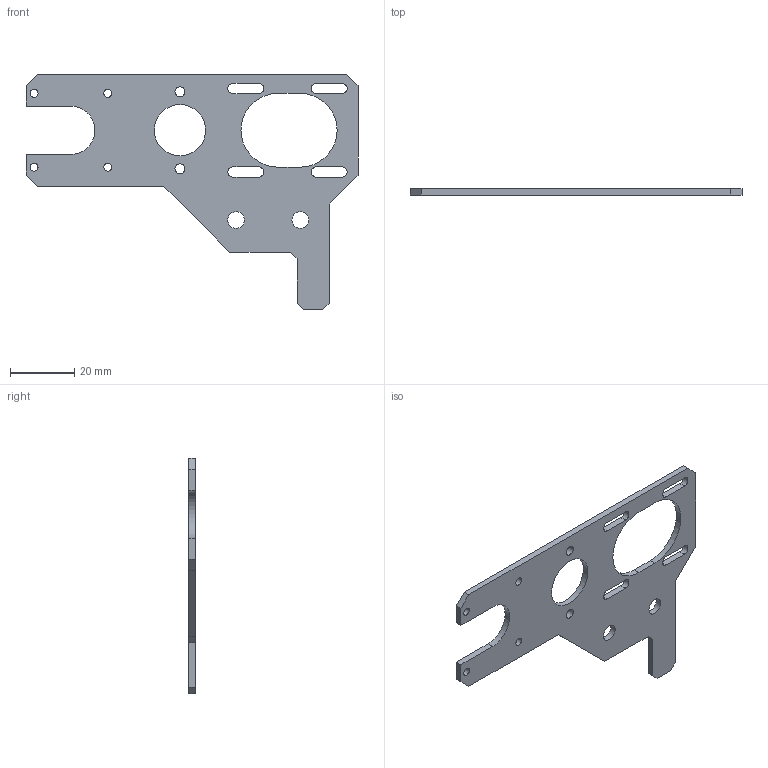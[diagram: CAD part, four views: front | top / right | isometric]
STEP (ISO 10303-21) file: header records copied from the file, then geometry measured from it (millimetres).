
FILE_DESCRIPTION(/* description */ (''),/* implementation_level */ '2;1');
FILE_NAME(/* name */ 'Groundplate.stp',/* time_stamp */ '2019-02-17T16:29:00+01:00',/* author */ ('janbe'),/* organization */ (''),/* preprocessor_version */ 'ST-DEVELOPER v17',/* originating_system */ 'Autodesk Inventor 2019',/* authorisation */ '');
FILE_SCHEMA (('AUTOMOTIVE_DESIGN { 1 0 10303 214 3 1 1 }'));
Length unit declared in the file: millimetre
Products named in the file (1): Groundplate
Bounding box: 103.5 x 2 x 73.5 mm (x, y, z)
Volume: 6698.2 mm3; surface area: 8074 mm2
Topology: 1 solids, 1 shells, 51 faces, 157 edges, 108 vertices
Faces by surface type: plane 31, cylinder 20
Full cylindrical faces by diameter (mm): 2.5 x4, 3.1 x2, 5.2 x2, 16 x1
Entity records: 1876 total; most frequent: CARTESIAN_POINT 317, ORIENTED_EDGE 314, DIRECTION 311, EDGE_CURVE 157, VERTEX_POINT 108, LINE 107, VECTOR 107, AXIS2_PLACEMENT_3D 102
